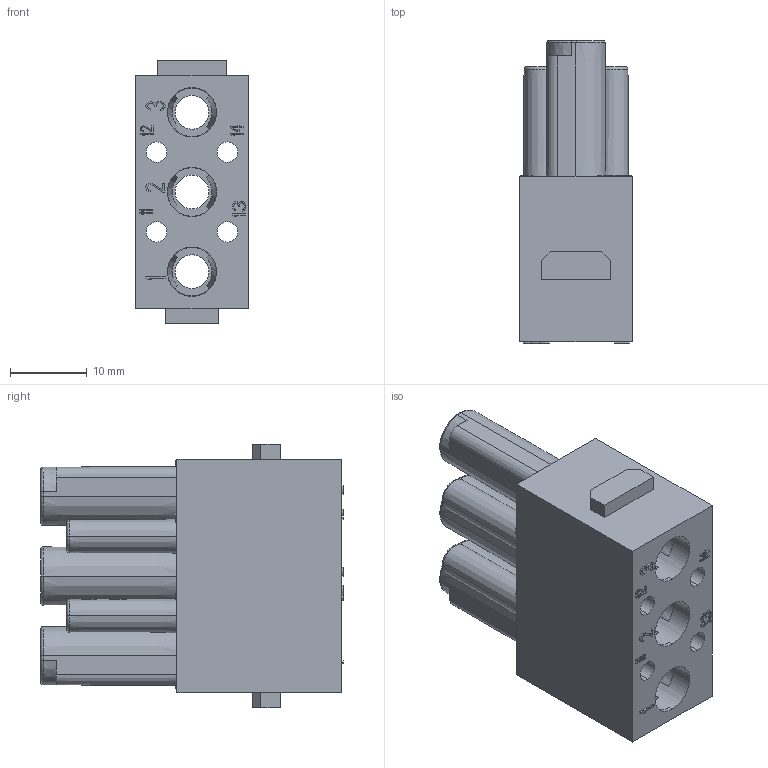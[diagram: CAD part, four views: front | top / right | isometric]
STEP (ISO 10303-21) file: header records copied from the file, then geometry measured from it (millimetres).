
FILE_DESCRIPTION((''),'2;1');
FILE_NAME('HMK-3-4-FC','2017-05-18T',('tl.yang'),(''),'PRO/ENGINEER BY PARAMETRIC TECHNOLOGY CORPORATION, 2011500','PRO/ENGINEER BY PARAMETRIC TECHNOLOGY CORPORATION, 2011500','');
FILE_SCHEMA(('CONFIG_CONTROL_DESIGN'));
Length unit declared in the file: millimetre
Products named in the file (1): HMK-3-4-FC
Bounding box: 14.6 x 39.3 x 34.2 mm (x, y, z)
Volume: 8497.5 mm3; surface area: 8412.5 mm2
Topology: 1 solids, 1 shells, 513 faces, 1403 edges, 932 vertices
Faces by surface type: plane 409, cylinder 62, cone 28, torus 14
Entity records: 16190 total; most frequent: CARTESIAN_POINT 2864, ORIENTED_EDGE 2806, DIRECTION 2664, EDGE_CURVE 1403, VECTOR 1160, LINE 1160, VERTEX_POINT 932, AXIS2_PLACEMENT_3D 752
